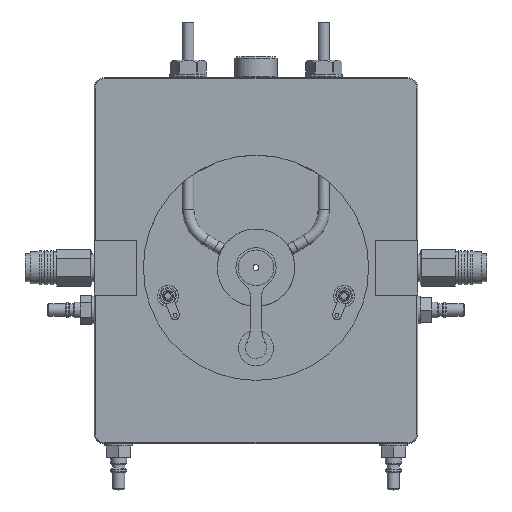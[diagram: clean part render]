
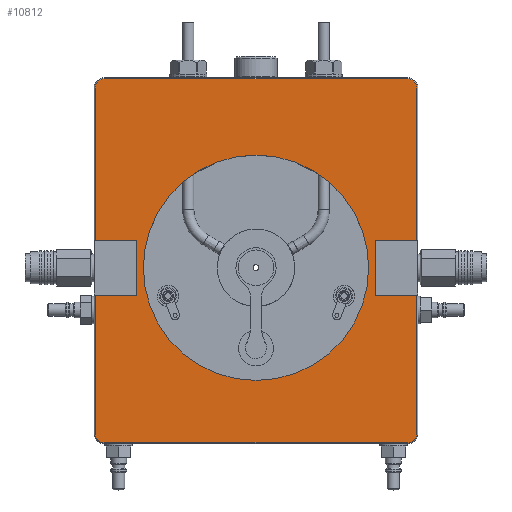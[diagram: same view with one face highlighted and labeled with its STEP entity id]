
A CAD part, top view. The second image highlights one B-rep face of the part: STEP entity #10812.
In plain terms, the highlighted planar face has unit normal (0, 0, 1).
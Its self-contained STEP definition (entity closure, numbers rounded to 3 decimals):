
#250=PLANE('',#11452);
#754=LINE('',#15368,#1401);
#758=LINE('',#15376,#1405);
#763=LINE('',#15387,#1410);
#765=LINE('',#15391,#1412);
#767=LINE('',#15395,#1414);
#768=LINE('',#15397,#1415);
#769=LINE('',#15399,#1416);
#770=LINE('',#15401,#1417);
#771=LINE('',#15404,#1418);
#772=LINE('',#15408,#1419);
#773=LINE('',#15410,#1420);
#774=LINE('',#15411,#1421);
#775=LINE('',#15413,#1422);
#776=LINE('',#15415,#1423);
#777=LINE('',#15416,#1424);
#778=LINE('',#15418,#1425);
#779=LINE('',#15422,#1426);
#780=LINE('',#15425,#1427);
#781=LINE('',#15427,#1428);
#782=LINE('',#15429,#1429);
#1401=VECTOR('',#12980,1000.);
#1405=VECTOR('',#12984,1000.);
#1410=VECTOR('',#12991,1000.);
#1412=VECTOR('',#12993,1000.);
#1414=VECTOR('',#12995,1000.);
#1415=VECTOR('',#12998,1000.);
#1416=VECTOR('',#12999,1000.);
#1417=VECTOR('',#13000,1000.);
#1418=VECTOR('',#13003,1000.);
#1419=VECTOR('',#13006,1000.);
#1420=VECTOR('',#13007,1000.);
#1421=VECTOR('',#13008,1000.);
#1422=VECTOR('',#13009,1000.);
#1423=VECTOR('',#13010,1000.);
#1424=VECTOR('',#13011,1000.);
#1425=VECTOR('',#13012,1000.);
#1426=VECTOR('',#13015,1000.);
#1427=VECTOR('',#13018,1000.);
#1428=VECTOR('',#13019,1000.);
#1429=VECTOR('',#13020,1000.);
#2659=ORIENTED_EDGE('',*,*,#4207,.F.);
#2660=ORIENTED_EDGE('',*,*,#4208,.T.);
#2661=ORIENTED_EDGE('',*,*,#4209,.T.);
#2662=ORIENTED_EDGE('',*,*,#4202,.T.);
#2663=ORIENTED_EDGE('',*,*,#4210,.T.);
#2664=ORIENTED_EDGE('',*,*,#4211,.T.);
#2665=ORIENTED_EDGE('',*,*,#4212,.T.);
#2666=ORIENTED_EDGE('',*,*,#4213,.T.);
#2667=ORIENTED_EDGE('',*,*,#4214,.T.);
#2668=ORIENTED_EDGE('',*,*,#4197,.T.);
#2669=ORIENTED_EDGE('',*,*,#4215,.F.);
#2670=ORIENTED_EDGE('',*,*,#4216,.T.);
#2671=ORIENTED_EDGE('',*,*,#4217,.T.);
#2672=ORIENTED_EDGE('',*,*,#4193,.T.);
#2673=ORIENTED_EDGE('',*,*,#4218,.F.);
#2674=ORIENTED_EDGE('',*,*,#4219,.T.);
#2675=ORIENTED_EDGE('',*,*,#4220,.T.);
#2676=ORIENTED_EDGE('',*,*,#4221,.T.);
#2677=ORIENTED_EDGE('',*,*,#4222,.T.);
#2678=ORIENTED_EDGE('',*,*,#4206,.T.);
#2679=ORIENTED_EDGE('',*,*,#4223,.F.);
#2680=ORIENTED_EDGE('',*,*,#4224,.T.);
#2681=ORIENTED_EDGE('',*,*,#4225,.T.);
#2682=ORIENTED_EDGE('',*,*,#4204,.T.);
#2683=ORIENTED_EDGE('',*,*,#4226,.T.);
#4193=EDGE_CURVE('',#5041,#5040,#754,.T.);
#4197=EDGE_CURVE('',#5045,#5044,#758,.T.);
#4202=EDGE_CURVE('',#5050,#5049,#763,.T.);
#4204=EDGE_CURVE('',#5052,#5051,#765,.T.);
#4206=EDGE_CURVE('',#5047,#5053,#767,.T.);
#4207=EDGE_CURVE('',#5054,#5051,#768,.T.);
#4208=EDGE_CURVE('',#5054,#5055,#769,.T.);
#4209=EDGE_CURVE('',#5055,#5050,#770,.T.);
#4210=EDGE_CURVE('',#5049,#5056,#5528,.T.);
#4211=EDGE_CURVE('',#5056,#5057,#771,.T.);
#4212=EDGE_CURVE('',#5057,#5058,#5529,.T.);
#4213=EDGE_CURVE('',#5058,#5059,#772,.T.);
#4214=EDGE_CURVE('',#5059,#5045,#773,.T.);
#4215=EDGE_CURVE('',#5060,#5044,#774,.T.);
#4216=EDGE_CURVE('',#5060,#5061,#775,.T.);
#4217=EDGE_CURVE('',#5061,#5041,#776,.T.);
#4218=EDGE_CURVE('',#5062,#5040,#777,.T.);
#4219=EDGE_CURVE('',#5062,#5063,#778,.T.);
#4220=EDGE_CURVE('',#5063,#5064,#5530,.T.);
#4221=EDGE_CURVE('',#5064,#5065,#779,.T.);
#4222=EDGE_CURVE('',#5065,#5047,#5531,.T.);
#4223=EDGE_CURVE('',#5066,#5053,#780,.T.);
#4224=EDGE_CURVE('',#5066,#5067,#781,.T.);
#4225=EDGE_CURVE('',#5067,#5052,#782,.T.);
#4226=EDGE_CURVE('',#5068,#5068,#5532,.T.);
#5040=VERTEX_POINT('',#15367);
#5041=VERTEX_POINT('',#15369);
#5044=VERTEX_POINT('',#15375);
#5045=VERTEX_POINT('',#15377);
#5047=VERTEX_POINT('',#15382);
#5049=VERTEX_POINT('',#15386);
#5050=VERTEX_POINT('',#15388);
#5051=VERTEX_POINT('',#15390);
#5052=VERTEX_POINT('',#15392);
#5053=VERTEX_POINT('',#15394);
#5054=VERTEX_POINT('',#15398);
#5055=VERTEX_POINT('',#15400);
#5056=VERTEX_POINT('',#15403);
#5057=VERTEX_POINT('',#15405);
#5058=VERTEX_POINT('',#15407);
#5059=VERTEX_POINT('',#15409);
#5060=VERTEX_POINT('',#15412);
#5061=VERTEX_POINT('',#15414);
#5062=VERTEX_POINT('',#15417);
#5063=VERTEX_POINT('',#15419);
#5064=VERTEX_POINT('',#15421);
#5065=VERTEX_POINT('',#15423);
#5066=VERTEX_POINT('',#15426);
#5067=VERTEX_POINT('',#15428);
#5068=VERTEX_POINT('',#15431);
#5528=CIRCLE('',#11453,2.7);
#5529=CIRCLE('',#11454,2.7);
#5530=CIRCLE('',#11455,2.7);
#5531=CIRCLE('',#11456,2.7);
#5532=CIRCLE('',#11457,32.);
#6007=EDGE_LOOP('',(#2659,#2660,#2661,#2662,#2663,#2664,#2665,#2666,#2667,
#2668,#2669,#2670,#2671,#2672,#2673,#2674,#2675,#2676,#2677,#2678,#2679,
#2680,#2681,#2682));
#6008=EDGE_LOOP('',(#2683));
#6686=FACE_BOUND('',#6007,.T.);
#6687=FACE_BOUND('',#6008,.T.);
#10812=ADVANCED_FACE('',(#6686,#6687),#250,.T.);
#11452=AXIS2_PLACEMENT_3D('',#15396,#12996,#12997);
#11453=AXIS2_PLACEMENT_3D('',#15402,#13001,#13002);
#11454=AXIS2_PLACEMENT_3D('',#15406,#13004,#13005);
#11455=AXIS2_PLACEMENT_3D('',#15420,#13013,#13014);
#11456=AXIS2_PLACEMENT_3D('',#15424,#13016,#13017);
#11457=AXIS2_PLACEMENT_3D('',#15430,#13021,#13022);
#12980=DIRECTION('',(0.,1.,0.));
#12984=DIRECTION('',(0.,1.,0.));
#12991=DIRECTION('',(0.,-1.,0.));
#12993=DIRECTION('',(0.,-1.,0.));
#12995=DIRECTION('',(0.,-1.,0.));
#12996=DIRECTION('',(0.,0.,1.));
#12997=DIRECTION('',(1.,0.,0.));
#12998=DIRECTION('',(-1.,0.,0.));
#12999=DIRECTION('',(0.,-1.,0.));
#13000=DIRECTION('',(-1.,0.,0.));
#13001=DIRECTION('',(0.,0.,1.));
#13002=DIRECTION('',(1.,0.,0.));
#13003=DIRECTION('',(1.,0.,0.));
#13004=DIRECTION('',(0.,0.,1.));
#13005=DIRECTION('',(1.,0.,0.));
#13006=DIRECTION('',(0.,1.,0.));
#13007=DIRECTION('',(-1.,0.,0.));
#13008=DIRECTION('',(-1.,0.,0.));
#13009=DIRECTION('',(0.,1.,0.));
#13010=DIRECTION('',(-1.,0.,0.));
#13011=DIRECTION('',(-1.,0.,0.));
#13012=DIRECTION('',(0.,1.,0.));
#13013=DIRECTION('',(0.,0.,1.));
#13014=DIRECTION('',(1.,0.,0.));
#13015=DIRECTION('',(-1.,0.,0.));
#13016=DIRECTION('',(0.,0.,1.));
#13017=DIRECTION('',(1.,0.,0.));
#13018=DIRECTION('',(-1.,0.,0.));
#13019=DIRECTION('',(0.,-1.,0.));
#13020=DIRECTION('',(-1.,0.,0.));
#13021=DIRECTION('',(0.,0.,-1.));
#13022=DIRECTION('',(1.,0.,0.));
#15367=CARTESIAN_POINT('',(34.,7.75,0.));
#15368=CARTESIAN_POINT('',(34.,0.85,0.));
#15369=CARTESIAN_POINT('',(34.,0.85,0.));
#15375=CARTESIAN_POINT('',(34.,-0.85,0.));
#15376=CARTESIAN_POINT('',(34.,-7.75,0.));
#15377=CARTESIAN_POINT('',(34.,-7.75,0.));
#15382=CARTESIAN_POINT('',(-45.7,51.,0.));
#15386=CARTESIAN_POINT('',(-45.7,-47.,0.));
#15387=CARTESIAN_POINT('',(-45.7,-7.75,0.));
#15388=CARTESIAN_POINT('',(-45.7,-7.75,0.));
#15390=CARTESIAN_POINT('',(-45.7,-0.85,0.));
#15391=CARTESIAN_POINT('',(-45.7,0.85,0.));
#15392=CARTESIAN_POINT('',(-45.7,0.85,0.));
#15394=CARTESIAN_POINT('',(-45.7,7.75,0.));
#15395=CARTESIAN_POINT('',(-45.7,51.,0.));
#15396=CARTESIAN_POINT('',(43.,-47.,0.));
#15397=CARTESIAN_POINT('',(-34.,-0.85,0.));
#15398=CARTESIAN_POINT('',(-34.,-0.85,0.));
#15399=CARTESIAN_POINT('',(-34.,-0.85,0.));
#15400=CARTESIAN_POINT('',(-34.,-7.75,0.));
#15401=CARTESIAN_POINT('',(-34.,-7.75,0.));
#15402=CARTESIAN_POINT('',(-43.,-47.,0.));
#15403=CARTESIAN_POINT('',(-43.,-49.7,0.));
#15404=CARTESIAN_POINT('',(-43.,-49.7,0.));
#15405=CARTESIAN_POINT('',(43.,-49.7,0.));
#15406=CARTESIAN_POINT('',(43.,-47.,0.));
#15407=CARTESIAN_POINT('',(45.7,-47.,0.));
#15408=CARTESIAN_POINT('',(45.7,-47.,0.));
#15409=CARTESIAN_POINT('',(45.7,-7.75,0.));
#15410=CARTESIAN_POINT('',(45.7,-7.75,0.));
#15411=CARTESIAN_POINT('',(45.7,-0.85,0.));
#15412=CARTESIAN_POINT('',(45.7,-0.85,0.));
#15413=CARTESIAN_POINT('',(45.7,-0.85,0.));
#15414=CARTESIAN_POINT('',(45.7,0.85,0.));
#15415=CARTESIAN_POINT('',(45.7,0.85,0.));
#15416=CARTESIAN_POINT('',(45.7,7.75,0.));
#15417=CARTESIAN_POINT('',(45.7,7.75,0.));
#15418=CARTESIAN_POINT('',(45.7,7.75,0.));
#15419=CARTESIAN_POINT('',(45.7,51.,0.));
#15420=CARTESIAN_POINT('',(43.,51.,0.));
#15421=CARTESIAN_POINT('',(43.,53.7,0.));
#15422=CARTESIAN_POINT('',(43.,53.7,0.));
#15423=CARTESIAN_POINT('',(-43.,53.7,0.));
#15424=CARTESIAN_POINT('',(-43.,51.,0.));
#15425=CARTESIAN_POINT('',(-34.,7.75,0.));
#15426=CARTESIAN_POINT('',(-34.,7.75,0.));
#15427=CARTESIAN_POINT('',(-34.,7.75,0.));
#15428=CARTESIAN_POINT('',(-34.,0.85,0.));
#15429=CARTESIAN_POINT('',(-34.,0.85,0.));
#15430=CARTESIAN_POINT('',(0.,0.,0.));
#15431=CARTESIAN_POINT('',(32.,0.,0.));
